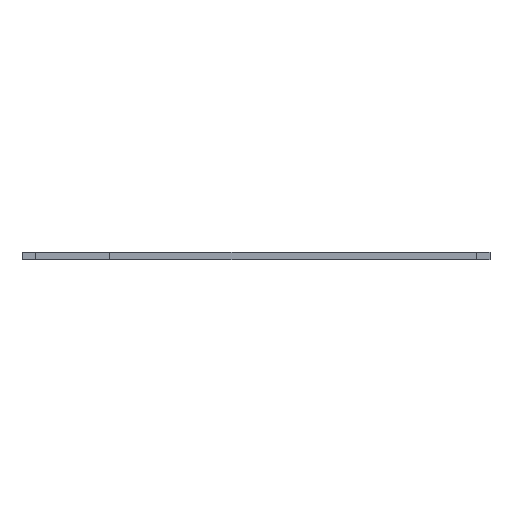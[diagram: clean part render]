
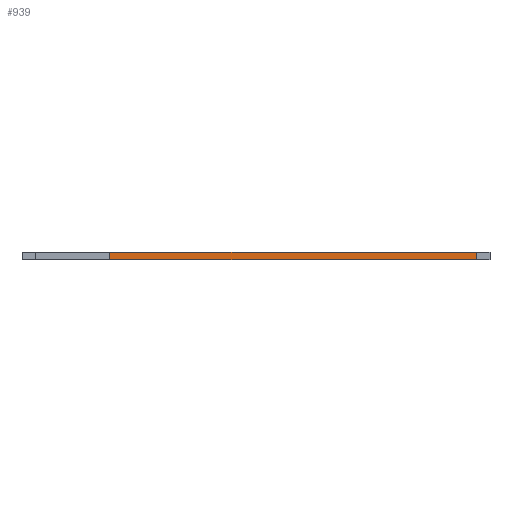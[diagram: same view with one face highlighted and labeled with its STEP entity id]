
A CAD part, front view. The second image highlights one B-rep face of the part: STEP entity #939.
In plain terms, the highlighted planar face has unit normal (0, -1, 0).
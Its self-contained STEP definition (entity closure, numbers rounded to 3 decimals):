
#103=FACE_OUTER_BOUND('',#157,.T.);
#157=EDGE_LOOP('',(#693,#694,#695,#696));
#215=LINE('',#1406,#308);
#228=LINE('',#1432,#321);
#240=LINE('',#1504,#333);
#241=LINE('',#1505,#334);
#308=VECTOR('',#1111,10.);
#321=VECTOR('',#1130,10.);
#333=VECTOR('',#1192,10.);
#334=VECTOR('',#1193,10.);
#398=VERTEX_POINT('',#1400);
#400=VERTEX_POINT('',#1404);
#410=VERTEX_POINT('',#1430);
#445=VERTEX_POINT('',#1503);
#495=EDGE_CURVE('',#398,#400,#215,.T.);
#508=EDGE_CURVE('',#410,#400,#228,.T.);
#544=EDGE_CURVE('',#410,#445,#240,.T.);
#545=EDGE_CURVE('',#398,#445,#241,.T.);
#693=ORIENTED_EDGE('',*,*,#495,.T.);
#694=ORIENTED_EDGE('',*,*,#508,.F.);
#695=ORIENTED_EDGE('',*,*,#544,.T.);
#696=ORIENTED_EDGE('',*,*,#545,.F.);
#914=PLANE('',#1026);
#939=ADVANCED_FACE('',(#103),#914,.T.);
#1026=AXIS2_PLACEMENT_3D('',#1502,#1190,#1191);
#1111=DIRECTION('',(0.,0.,-1.));
#1130=DIRECTION('',(-1.,0.,0.));
#1190=DIRECTION('center_axis',(0.,-1.,0.));
#1191=DIRECTION('ref_axis',(1.,0.,0.));
#1192=DIRECTION('',(0.,0.,1.));
#1193=DIRECTION('',(1.,0.,0.));
#1400=CARTESIAN_POINT('',(16.5,-98.,1.6));
#1404=CARTESIAN_POINT('',(16.5,-98.,0.));
#1406=CARTESIAN_POINT('',(16.5,-98.,0.8));
#1430=CARTESIAN_POINT('',(98.,-98.,0.));
#1432=CARTESIAN_POINT('',(98.,-98.,0.));
#1502=CARTESIAN_POINT('Origin',(0.,-98.,0.));
#1503=CARTESIAN_POINT('',(98.,-98.,1.6));
#1504=CARTESIAN_POINT('',(98.,-98.,0.));
#1505=CARTESIAN_POINT('',(98.,-98.,1.6));
